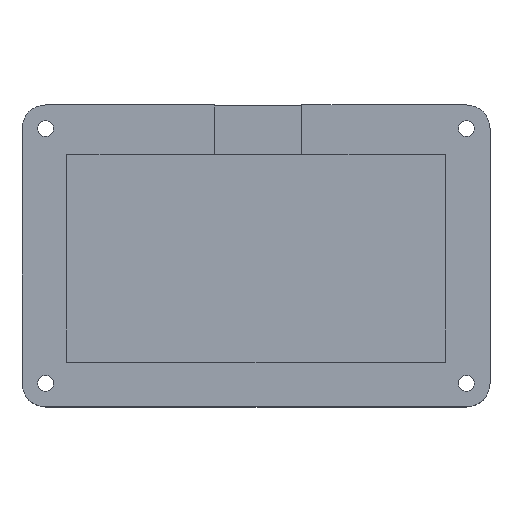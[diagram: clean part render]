
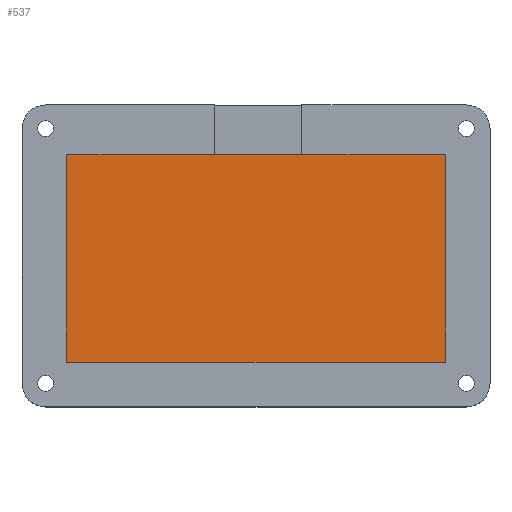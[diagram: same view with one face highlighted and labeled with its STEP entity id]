
A CAD part, top view. The second image highlights one B-rep face of the part: STEP entity #537.
In plain terms, the highlighted planar face has unit normal (0, 0, 1).
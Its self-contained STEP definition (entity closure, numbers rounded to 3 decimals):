
#43=PLANE('',#602);
#69=FACE_OUTER_BOUND('',#103,.T.);
#103=EDGE_LOOP('',(#465,#466,#467,#468));
#153=LINE('',#871,#201);
#155=LINE('',#875,#203);
#157=LINE('',#879,#205);
#163=LINE('',#906,#211);
#201=VECTOR('',#701,10.);
#203=VECTOR('',#705,10.);
#205=VECTOR('',#709,10.);
#211=VECTOR('',#741,10.);
#273=VERTEX_POINT('',#868);
#274=VERTEX_POINT('',#870);
#275=VERTEX_POINT('',#874);
#276=VERTEX_POINT('',#878);
#333=EDGE_CURVE('',#274,#273,#153,.T.);
#335=EDGE_CURVE('',#275,#274,#155,.T.);
#337=EDGE_CURVE('',#276,#275,#157,.T.);
#351=EDGE_CURVE('',#273,#276,#163,.T.);
#465=ORIENTED_EDGE('',*,*,#337,.T.);
#466=ORIENTED_EDGE('',*,*,#335,.T.);
#467=ORIENTED_EDGE('',*,*,#333,.T.);
#468=ORIENTED_EDGE('',*,*,#351,.T.);
#537=ADVANCED_FACE('',(#69),#43,.T.);
#602=AXIS2_PLACEMENT_3D('',#909,#745,#746);
#701=DIRECTION('',(-1.,0.,0.));
#705=DIRECTION('',(0.,1.,0.));
#709=DIRECTION('',(1.,0.,0.));
#741=DIRECTION('',(0.,-1.,0.));
#745=DIRECTION('center_axis',(0.,0.,1.));
#746=DIRECTION('ref_axis',(1.,0.,0.));
#868=CARTESIAN_POINT('',(-27.147,29.574,3.));
#870=CARTESIAN_POINT('',(53.059,29.574,3.));
#871=CARTESIAN_POINT('',(-27.147,29.574,3.));
#874=CARTESIAN_POINT('',(53.059,-14.426,3.));
#875=CARTESIAN_POINT('',(53.059,29.574,3.));
#878=CARTESIAN_POINT('',(-27.147,-14.426,3.));
#879=CARTESIAN_POINT('',(53.059,-14.426,3.));
#906=CARTESIAN_POINT('',(-27.147,-14.426,3.));
#909=CARTESIAN_POINT('Origin',(12.956,7.574,3.));
